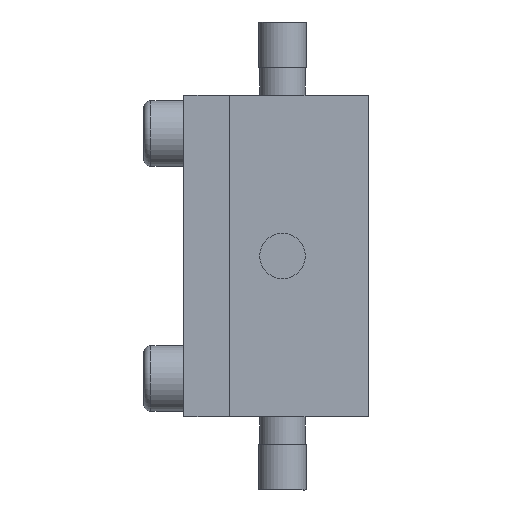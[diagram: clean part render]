
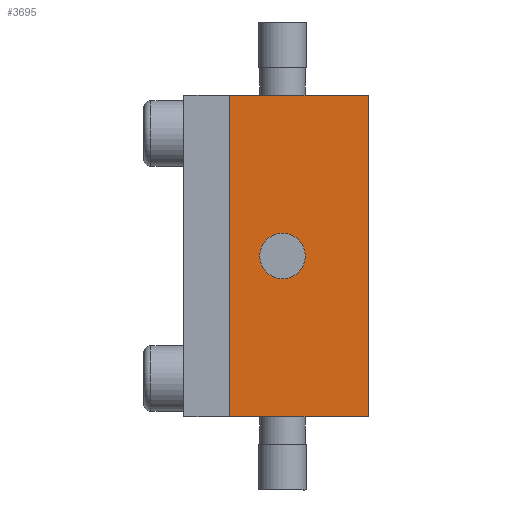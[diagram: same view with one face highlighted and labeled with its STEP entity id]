
A CAD part, left-side view. The second image highlights one B-rep face of the part: STEP entity #3695.
In plain terms, the highlighted planar face has unit normal (-1, 0, 0).
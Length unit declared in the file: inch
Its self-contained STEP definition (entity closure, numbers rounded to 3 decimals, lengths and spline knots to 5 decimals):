
#19 = EDGE_CURVE ( 'NONE', #4361, #3861, #689, .T. ) ;
#311 = ORIENTED_EDGE ( 'NONE', *, *, #2051, .T. ) ;
#593 = FACE_OUTER_BOUND ( 'NONE', #5279, .T. ) ;
#605 = LINE ( 'NONE', #4517, #1699 ) ;
#689 = LINE ( 'NONE', #1767, #2495 ) ;
#831 = EDGE_CURVE ( 'NONE', #3150, #2959, #2632, .T. ) ;
#886 = CARTESIAN_POINT ( 'NONE',  ( -0.44, 0., 0.44 ) ) ;
#1053 = ORIENTED_EDGE ( 'NONE', *, *, #831, .T. ) ;
#1090 = DIRECTION ( 'NONE',  ( 0., 0., -1. ) ) ;
#1699 = VECTOR ( 'NONE', #2510, 39.37008 ) ;
#1767 = CARTESIAN_POINT ( 'NONE',  ( -0.44, 0.38, 0.44 ) ) ;
#2051 = EDGE_CURVE ( 'NONE', #2959, #3861, #605, .T. ) ;
#2147 = CARTESIAN_POINT ( 'NONE',  ( -0.44, 0., -0.44 ) ) ;
#2495 = VECTOR ( 'NONE', #3717, 39.37008 ) ;
#2510 = DIRECTION ( 'NONE',  ( 0., 0., 1. ) ) ;
#2593 = CARTESIAN_POINT ( 'NONE',  ( -0.44, 0.38, -0.44 ) ) ;
#2632 = LINE ( 'NONE', #4607, #4334 ) ;
#2959 = VERTEX_POINT ( 'NONE', #2147 ) ;
#3150 = VERTEX_POINT ( 'NONE', #2593 ) ;
#3229 = CARTESIAN_POINT ( 'NONE',  ( -0.44, 0.38, 0.44 ) ) ;
#3695 = ADVANCED_FACE ( 'NONE', ( #593 ), #5042, .F. ) ;
#3717 = DIRECTION ( 'NONE',  ( 0., -1., 0. ) ) ;
#3840 = EDGE_CURVE ( 'NONE', #3150, #4361, #4809, .T. ) ;
#3861 = VERTEX_POINT ( 'NONE', #886 ) ;
#4011 = CARTESIAN_POINT ( 'NONE',  ( -0.44, 0.38, 0.44 ) ) ;
#4334 = VECTOR ( 'NONE', #5545, 39.37008 ) ;
#4361 = VERTEX_POINT ( 'NONE', #5657 ) ;
#4505 = DIRECTION ( 'NONE',  ( 1., 0., 0. ) ) ;
#4517 = CARTESIAN_POINT ( 'NONE',  ( -0.44, 0., 0.44 ) ) ;
#4537 = AXIS2_PLACEMENT_3D ( 'NONE', #4011, #4505, #1090 ) ;
#4607 = CARTESIAN_POINT ( 'NONE',  ( -0.44, 0.38, -0.44 ) ) ;
#4809 = LINE ( 'NONE', #3229, #5654 ) ;
#5042 = PLANE ( 'NONE',  #4537 ) ;
#5279 = EDGE_LOOP ( 'NONE', ( #311, #5597, #6386, #1053 ) ) ;
#5545 = DIRECTION ( 'NONE',  ( 0., -1., 0. ) ) ;
#5597 = ORIENTED_EDGE ( 'NONE', *, *, #19, .F. ) ;
#5654 = VECTOR ( 'NONE', #5740, 39.37008 ) ;
#5657 = CARTESIAN_POINT ( 'NONE',  ( -0.44, 0.38, 0.44 ) ) ;
#5740 = DIRECTION ( 'NONE',  ( 0., 0., 1. ) ) ;
#6386 = ORIENTED_EDGE ( 'NONE', *, *, #3840, .F. ) ;
